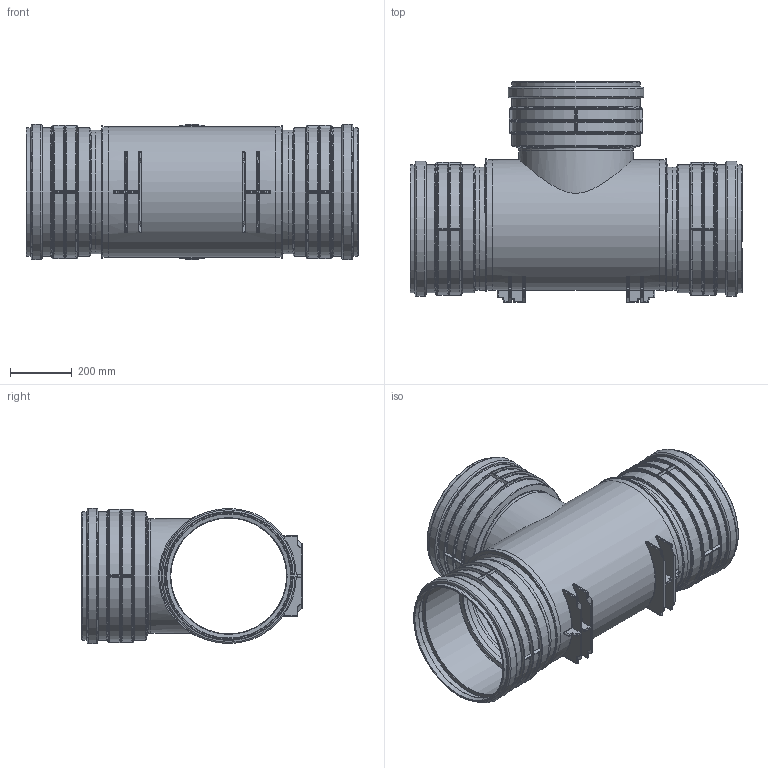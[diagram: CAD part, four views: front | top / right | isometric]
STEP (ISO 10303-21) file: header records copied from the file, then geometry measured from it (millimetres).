
FILE_DESCRIPTION(/* description */ (''),/* implementation_level */ '2;1');
FILE_NAME(/* name */ '660095z.stp',/* time_stamp */ '2024-02-26T09:57:48+01:00',/* author */ ('corinna'),/* organization */ (''),/* preprocessor_version */ 'ST-DEVELOPER v20',/* originating_system */ 'Autodesk Inventor 2024',/* authorisation */ '');
FILE_SCHEMA (('AUTOMOTIVE_DESIGN { 1 0 10303 214 3 1 1 }'));
Length unit declared in the file: millimetre
Products named in the file (5): 660095z; 660095 Teil 2; 660095 Teil 1; 660095 Teil 3; 660095 Teil 1 oben
Assembly tree (6 placements, depth 2):
  660095z
    660095 Teil 2
    660095 Teil 1  x2
    660095 Teil 3  x2
    660095 Teil 1 oben
Bounding box: 1076.2 x 714 x 438.1 mm (x, y, z)
Volume: 16027632 mm3; surface area: 4026326.8 mm2
Topology: 6 solids, 6 shells, 620 faces, 1681 edges, 1078 vertices
Faces by surface type: cylinder 181, torus 168, plane 153, cone 76, bspline 42
Full cylindrical faces by diameter (mm): 356.2 x1, 356.8 x1, 370.2 x1, 371 x1, 375.4 x4, 399.4 x2, 399.5 x1, 400 x4, 404 x6, 415 x9, 424 x2, 424.1 x1, 427.1 x3, 431 x2, 432 x6, 438.1 x3
Entity records: 17619 total; most frequent: CARTESIAN_POINT 5592, ORIENTED_EDGE 2594, DIRECTION 2493, EDGE_CURVE 1297, AXIS2_PLACEMENT_3D 1024, VERTEX_POINT 826, CIRCLE 519, EDGE_LOOP 495
